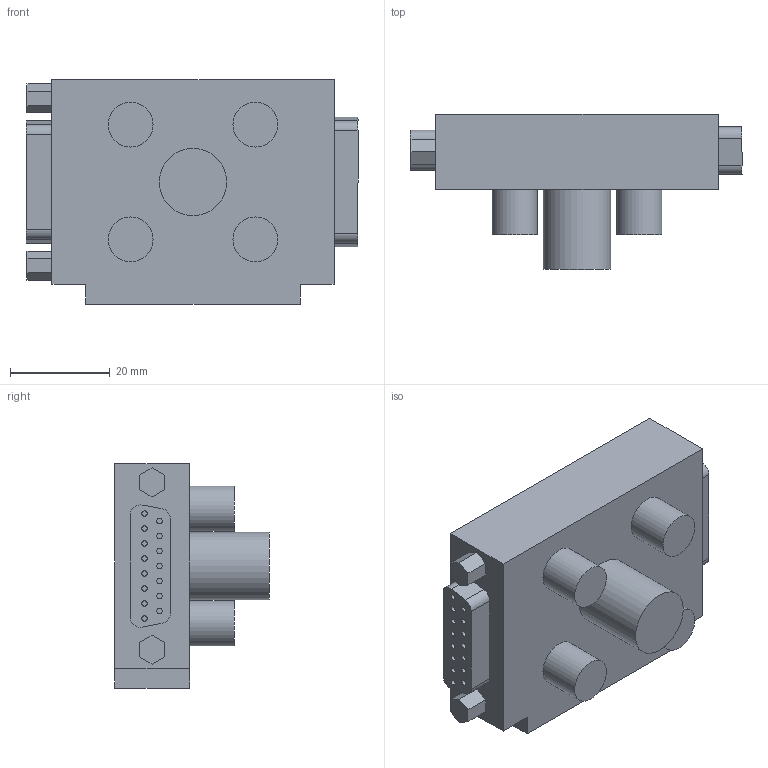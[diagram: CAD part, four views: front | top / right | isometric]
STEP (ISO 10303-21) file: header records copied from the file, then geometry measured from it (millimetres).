
FILE_DESCRIPTION((''),'2;1');
FILE_NAME('PM902385.stp','2011-07-15T08:17:18',('LEIB'),(''),'Autodesk Inventor 2009','Autodesk Inventor 2009','');
FILE_SCHEMA(('AUTOMOTIVE_DESIGN { 1 0 10303 214 1 1 1 1 }'));
Length unit declared in the file: millimetre
Products named in the file (1): PM902385
Bounding box: 66.5 x 31 x 45 mm (x, y, z)
Volume: 43285.3 mm3; surface area: 11277.4 mm2
Topology: 1 solids, 1 shells, 121 faces, 237 edges, 158 vertices
Faces by surface type: plane 74, cylinder 47
Full cylindrical faces by diameter (mm): 1 x15, 1.1 x15, 9 x4, 13.5 x1
Entity records: 2976 total; most frequent: DIRECTION 540, CARTESIAN_POINT 482, ORIENTED_EDGE 404, AXIS2_PLACEMENT_3D 216, EDGE_CURVE 202, EDGE_LOOP 196, VERTEX_POINT 158, FACE_OUTER_BOUND 121
